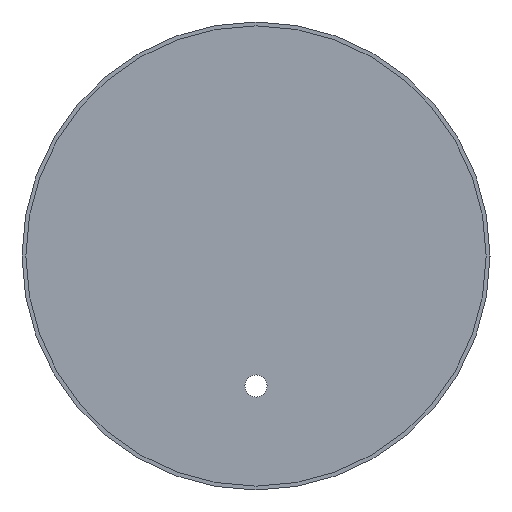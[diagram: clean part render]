
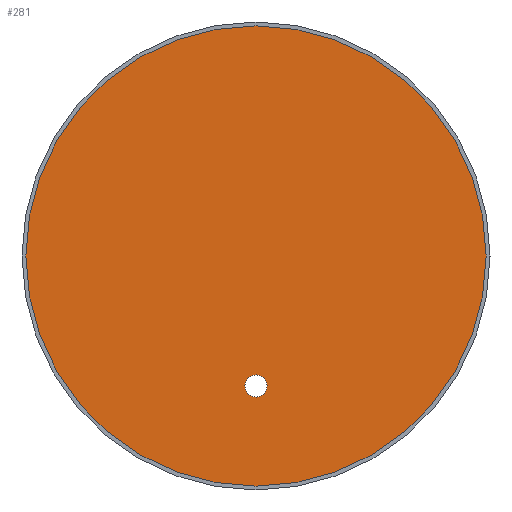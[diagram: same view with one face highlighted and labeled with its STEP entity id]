
A CAD part, front view. The second image highlights one B-rep face of the part: STEP entity #281.
In plain terms, the highlighted planar face has unit normal (0, -1, 0).
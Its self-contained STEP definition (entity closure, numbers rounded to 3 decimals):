
#19=FACE_BOUND('',#61,.T.);
#23=PLANE('',#342);
#41=FACE_OUTER_BOUND('',#60,.T.);
#60=EDGE_LOOP('',(#242,#243));
#61=EDGE_LOOP('',(#244));
#86=CIRCLE('',#310,4.283);
#107=CIRCLE('',#340,88.5);
#108=CIRCLE('',#341,88.5);
#116=VERTEX_POINT('',#461);
#136=VERTEX_POINT('',#516);
#137=VERTEX_POINT('',#517);
#146=EDGE_CURVE('',#116,#116,#86,.T.);
#172=EDGE_CURVE('',#136,#137,#107,.T.);
#173=EDGE_CURVE('',#137,#136,#108,.T.);
#242=ORIENTED_EDGE('',*,*,#172,.T.);
#243=ORIENTED_EDGE('',*,*,#173,.T.);
#244=ORIENTED_EDGE('',*,*,#146,.T.);
#281=ADVANCED_FACE('',(#41,#19),#23,.T.);
#310=AXIS2_PLACEMENT_3D('',#462,#363,#364);
#340=AXIS2_PLACEMENT_3D('',#518,#428,#429);
#341=AXIS2_PLACEMENT_3D('',#519,#430,#431);
#342=AXIS2_PLACEMENT_3D('',#521,#433,#434);
#363=DIRECTION('center_axis',(0.,1.,0.));
#364=DIRECTION('ref_axis',(1.,0.,0.));
#428=DIRECTION('center_axis',(0.,-1.,0.));
#429=DIRECTION('ref_axis',(1.,0.,0.));
#430=DIRECTION('center_axis',(0.,-1.,0.));
#431=DIRECTION('ref_axis',(1.,0.,0.));
#433=DIRECTION('center_axis',(0.,-1.,0.));
#434=DIRECTION('ref_axis',(0.,0.,-1.));
#461=CARTESIAN_POINT('',(-4.283,0.,-50.));
#462=CARTESIAN_POINT('Origin',(0.,0.,-50.));
#516=CARTESIAN_POINT('',(88.5,0.,0.));
#517=CARTESIAN_POINT('',(-88.5,0.,0.));
#518=CARTESIAN_POINT('Origin',(0.,0.,
0.));
#519=CARTESIAN_POINT('Origin',(0.,0.,
0.));
#521=CARTESIAN_POINT('Origin',(0.,0.,0.));
